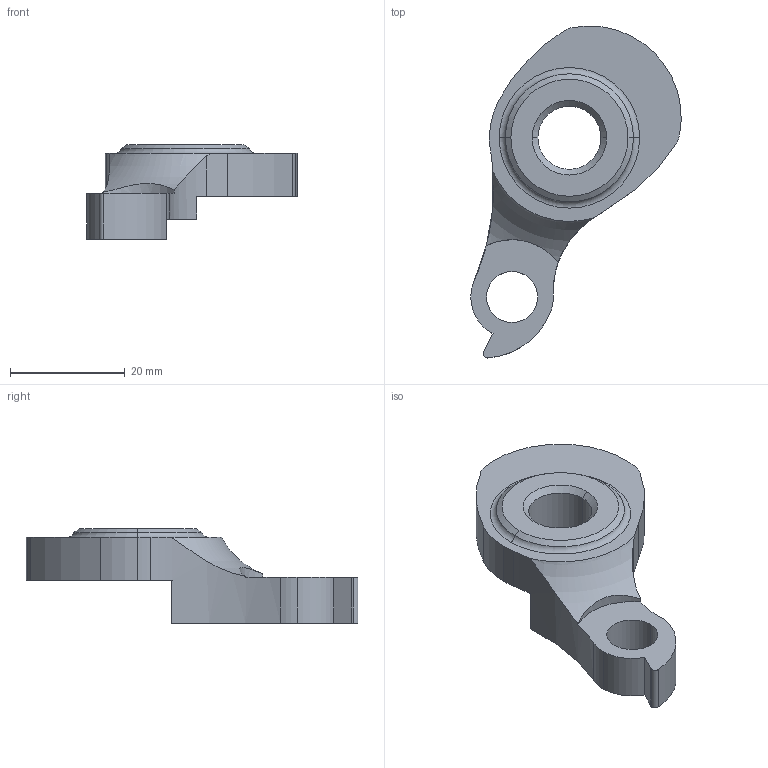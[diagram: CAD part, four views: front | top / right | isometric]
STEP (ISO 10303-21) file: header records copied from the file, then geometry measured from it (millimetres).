
FILE_DESCRIPTION (( 'STEP AP214' ), '1' );
FILE_NAME ('DR4080.STEP', '2018-02-08T18:45:57', ( 'Accounting' ), ( 'Microsoft' ), 'SwSTEP 2.0', 'SolidWorks 2017', '' );
FILE_SCHEMA (( 'AUTOMOTIVE_DESIGN' ));
Length unit declared in the file: millimetre
Products named in the file (1): DR4080
Bounding box: 36.7 x 57.87 x 16.5 mm (x, y, z)
Volume: 8260.6 mm3; surface area: 4114.3 mm2
Topology: 1 solids, 1 shells, 44 faces, 113 edges, 74 vertices
Faces by surface type: cylinder 27, plane 10, cone 4, torus 3
Entity records: 1462 total; most frequent: CARTESIAN_POINT 286, DIRECTION 268, ORIENTED_EDGE 226, AXIS2_PLACEMENT_3D 114, EDGE_CURVE 113, VERTEX_POINT 74, CIRCLE 69, EDGE_LOOP 51
